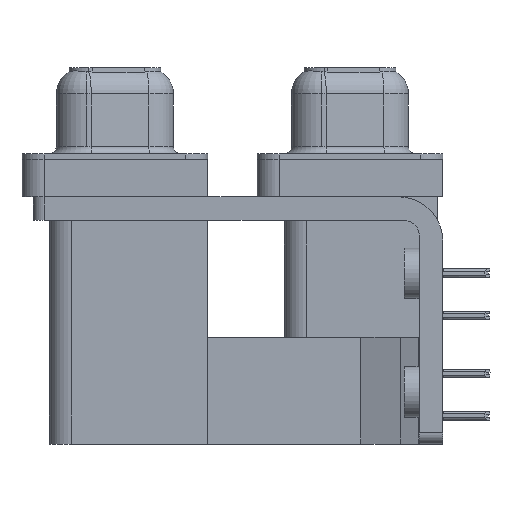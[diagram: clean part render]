
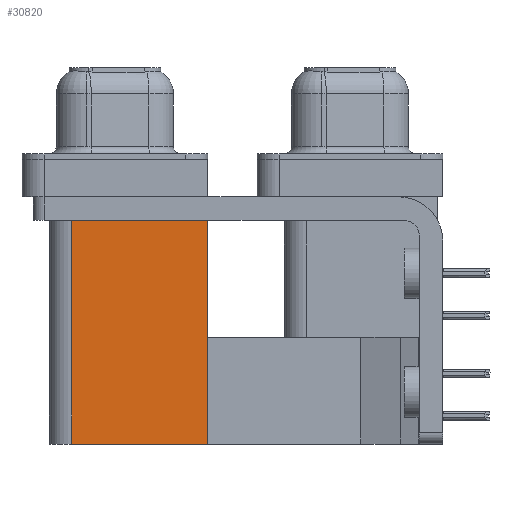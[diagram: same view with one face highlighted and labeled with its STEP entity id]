
A CAD part, left-side view. The second image highlights one B-rep face of the part: STEP entity #30820.
In plain terms, the highlighted planar face has unit normal (-1, 0, 0).
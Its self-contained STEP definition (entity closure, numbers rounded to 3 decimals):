
#292 = EDGE_CURVE ( 'NONE', #36424, #39078, #13665, .T. ) ;
#750 = VECTOR ( 'NONE', #35171, 1000. ) ;
#1148 = ORIENTED_EDGE ( 'NONE', *, *, #20036, .F. ) ;
#1816 = CARTESIAN_POINT ( 'NONE',  ( 3.79, 18.8, -19.2 ) ) ;
#2067 = VECTOR ( 'NONE', #23609, 1000. ) ;
#2109 = PLANE ( 'NONE',  #20414 ) ;
#3274 = DIRECTION ( 'NONE',  ( 0., 1., 0. ) ) ;
#4882 = FACE_OUTER_BOUND ( 'NONE', #28399, .T. ) ;
#9540 = VECTOR ( 'NONE', #3274, 1000. ) ;
#10282 = LINE ( 'NONE', #29403, #9540 ) ;
#10906 = ORIENTED_EDGE ( 'NONE', *, *, #40353, .T. ) ;
#13665 = LINE ( 'NONE', #40042, #2067 ) ;
#13691 = CARTESIAN_POINT ( 'NONE',  ( 3.79, 9.6, -19.2 ) ) ;
#14680 = ORIENTED_EDGE ( 'NONE', *, *, #31227, .F. ) ;
#16873 = LINE ( 'NONE', #13691, #33711 ) ;
#17627 = CARTESIAN_POINT ( 'NONE',  ( 3.79, 9.6, -19.2 ) ) ;
#20036 = EDGE_CURVE ( 'NONE', #33830, #37911, #10282, .T. ) ;
#20414 = AXIS2_PLACEMENT_3D ( 'NONE', #17627, #34004, #37180 ) ;
#21577 = CARTESIAN_POINT ( 'NONE',  ( 3.79, 18.8, -19.2 ) ) ;
#23609 = DIRECTION ( 'NONE',  ( 0., 1., 0. ) ) ;
#28165 = LINE ( 'NONE', #21577, #750 ) ;
#28399 = EDGE_LOOP ( 'NONE', ( #34284, #14680, #1148, #10906 ) ) ;
#28753 = CARTESIAN_POINT ( 'NONE',  ( 3.79, 18.8, -2.5 ) ) ;
#29403 = CARTESIAN_POINT ( 'NONE',  ( 3.79, 9.6, -19.2 ) ) ;
#30820 = ADVANCED_FACE ( 'NONE', ( #4882 ), #2109, .F. ) ;
#31227 = EDGE_CURVE ( 'NONE', #37911, #39078, #28165, .T. ) ;
#31855 = CARTESIAN_POINT ( 'NONE',  ( 3.79, 9.6, -19.2 ) ) ;
#33711 = VECTOR ( 'NONE', #38994, 1000. ) ;
#33830 = VERTEX_POINT ( 'NONE', #31855 ) ;
#34004 = DIRECTION ( 'NONE',  ( 1., 0., 0. ) ) ;
#34284 = ORIENTED_EDGE ( 'NONE', *, *, #292, .T. ) ;
#35171 = DIRECTION ( 'NONE',  ( 0., 0., 1. ) ) ;
#36424 = VERTEX_POINT ( 'NONE', #36720 ) ;
#36720 = CARTESIAN_POINT ( 'NONE',  ( 3.79, 9.6, -2.5 ) ) ;
#37180 = DIRECTION ( 'NONE',  ( 0., 1., 0. ) ) ;
#37911 = VERTEX_POINT ( 'NONE', #1816 ) ;
#38994 = DIRECTION ( 'NONE',  ( 0., 0., 1. ) ) ;
#39078 = VERTEX_POINT ( 'NONE', #28753 ) ;
#40042 = CARTESIAN_POINT ( 'NONE',  ( 3.79, 9.6, -2.5 ) ) ;
#40353 = EDGE_CURVE ( 'NONE', #33830, #36424, #16873, .T. ) ;
